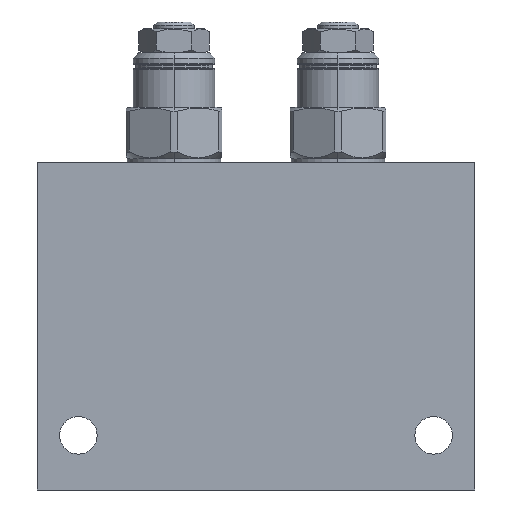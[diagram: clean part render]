
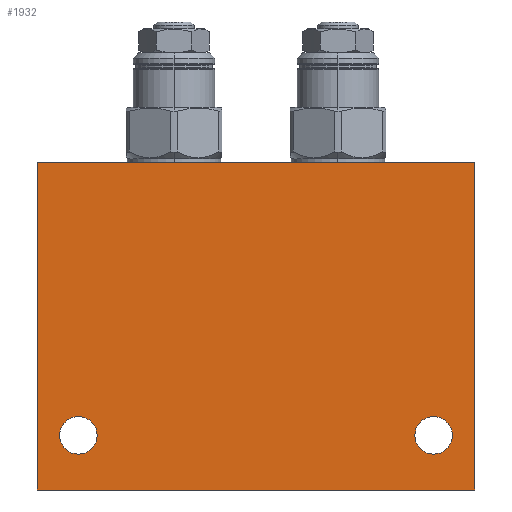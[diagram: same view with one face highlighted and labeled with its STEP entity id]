
A CAD part, front view. The second image highlights one B-rep face of the part: STEP entity #1932.
In plain terms, the highlighted planar face has unit normal (0, -1, 0).
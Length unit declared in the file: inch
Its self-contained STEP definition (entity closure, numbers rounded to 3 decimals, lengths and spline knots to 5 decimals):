
#5=DIRECTION('',(1.,0.,0.));
#6=VECTOR('',#5,4.);
#7=CARTESIAN_POINT('',(0.,-1.25,0.));
#8=LINE('',#7,#6);
#75=DIRECTION('',(0.,0.,1.));
#76=VECTOR('',#75,3.);
#77=CARTESIAN_POINT('',(4.,-1.25,0.));
#78=LINE('',#77,#76);
#89=DIRECTION('',(0.,0.,1.));
#90=VECTOR('',#89,3.);
#91=CARTESIAN_POINT('',(0.,-1.25,0.));
#92=LINE('',#91,#90);
#93=CARTESIAN_POINT('',(0.375,-1.25,0.5));
#94=DIRECTION('',(0.,1.,0.));
#95=DIRECTION('',(0.,0.,-1.));
#96=AXIS2_PLACEMENT_3D('',#93,#94,#95);
#98=CARTESIAN_POINT('',(0.375,-1.25,0.5));
#99=DIRECTION('',(0.,1.,0.));
#100=DIRECTION('',(0.,0.,1.));
#101=AXIS2_PLACEMENT_3D('',#98,#99,#100);
#103=CARTESIAN_POINT('',(3.625,-1.25,0.5));
#104=DIRECTION('',(0.,1.,0.));
#105=DIRECTION('',(0.,0.,-1.));
#106=AXIS2_PLACEMENT_3D('',#103,#104,#105);
#108=CARTESIAN_POINT('',(3.625,-1.25,0.5));
#109=DIRECTION('',(0.,1.,0.));
#110=DIRECTION('',(0.,0.,1.));
#111=AXIS2_PLACEMENT_3D('',#108,#109,#110);
#125=DIRECTION('',(1.,0.,0.));
#126=VECTOR('',#125,4.);
#127=CARTESIAN_POINT('',(0.,-1.25,3.));
#128=LINE('',#127,#126);
#1560=CARTESIAN_POINT('',(0.,-1.25,0.));
#1562=VERTEX_POINT('',#1560);
#1563=CARTESIAN_POINT('',(4.,-1.25,0.));
#1564=VERTEX_POINT('',#1563);
#1568=CARTESIAN_POINT('',(0.,-1.25,3.));
#1570=VERTEX_POINT('',#1568);
#1571=CARTESIAN_POINT('',(4.,-1.25,3.));
#1572=VERTEX_POINT('',#1571);
#1701=CARTESIAN_POINT('',(0.375,-1.25,0.328));
#1702=CARTESIAN_POINT('',(0.375,-1.25,0.672));
#1703=VERTEX_POINT('',#1701);
#1704=VERTEX_POINT('',#1702);
#1709=CARTESIAN_POINT('',(3.625,-1.25,0.328));
#1710=CARTESIAN_POINT('',(3.625,-1.25,0.672));
#1711=VERTEX_POINT('',#1709);
#1712=VERTEX_POINT('',#1710);
#1908=CARTESIAN_POINT('',(0.,-1.25,0.));
#1909=DIRECTION('',(0.,-1.,0.));
#1910=DIRECTION('',(1.,0.,0.));
#1911=AXIS2_PLACEMENT_3D('',#1908,#1909,#1910);
#1912=PLANE('',#1911);
#1913=ORIENTED_EDGE('',*,*,#1820,.F.);
#1914=ORIENTED_EDGE('',*,*,#1851,.T.);
#1916=ORIENTED_EDGE('',*,*,#1915,.T.);
#1917=ORIENTED_EDGE('',*,*,#1894,.F.);
#1918=EDGE_LOOP('',(#1913,#1914,#1916,#1917));
#1919=FACE_OUTER_BOUND('',#1918,.F.);
#1921=ORIENTED_EDGE('',*,*,#1920,.F.);
#1923=ORIENTED_EDGE('',*,*,#1922,.F.);
#1924=EDGE_LOOP('',(#1921,#1923));
#1925=FACE_BOUND('',#1924,.F.);
#1927=ORIENTED_EDGE('',*,*,#1926,.F.);
#1929=ORIENTED_EDGE('',*,*,#1928,.F.);
#1930=EDGE_LOOP('',(#1927,#1929));
#1931=FACE_BOUND('',#1930,.F.);
#1932=ADVANCED_FACE('',(#1919,#1925,#1931),#1912,.T.);
#97=CIRCLE('',#96,0.172);
#102=CIRCLE('',#101,0.172);
#107=CIRCLE('',#106,0.172);
#112=CIRCLE('',#111,0.172);
#1820=EDGE_CURVE('',#1562,#1564,#8,.T.);
#1851=EDGE_CURVE('',#1562,#1570,#92,.T.);
#1894=EDGE_CURVE('',#1564,#1572,#78,.T.);
#1915=EDGE_CURVE('',#1570,#1572,#128,.T.);
#1920=EDGE_CURVE('',#1703,#1704,#97,.T.);
#1922=EDGE_CURVE('',#1704,#1703,#102,.T.);
#1926=EDGE_CURVE('',#1711,#1712,#107,.T.);
#1928=EDGE_CURVE('',#1712,#1711,#112,.T.);
